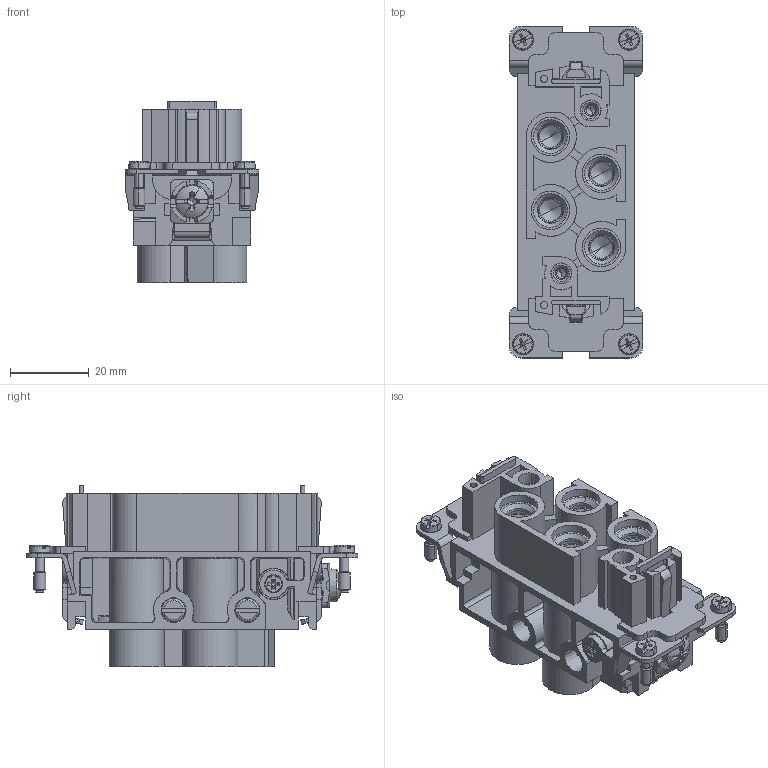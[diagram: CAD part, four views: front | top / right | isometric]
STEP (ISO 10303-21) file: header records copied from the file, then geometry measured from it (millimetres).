
FILE_DESCRIPTION(('CATIA V5 STEP','CAx-IF Rec.Pracs.--- Model Styling and Organization---1.2---2011-12-15'),'2;1');
FILE_NAME ('13473291_2', '2018-08-23T10:38:20+00:00', ('none'), ('Weidmueller'), 'CATIA Version 5-6 Release 2014 SP4 HF52', 'CATIA V5 STEP AP214', 'none');
FILE_SCHEMA(('AUTOMOTIVE_DESIGN { 1 0 10303 214 1 1 1 1 }'));
Products named in the file (1): 1023230000
Bounding box: 34 x 84.5 x 46.2 mm (x, y, z)
Volume: 36477.2 mm3; surface area: 42674.2 mm2
Topology: 6 solids, 6 shells, 1904 faces, 5820 edges, 3760 vertices
Faces by surface type: plane 1053, cylinder 364, cone 333, torus 108, bspline 44, revolution 2
Entity records: 66871 total; most frequent: CARTESIAN_POINT 20311, ORIENTED_EDGE 11564, DIRECTION 6756, EDGE_CURVE 5782, VERTEX_POINT 3760, VECTOR 2938, LINE 2938, AXIS2_PLACEMENT_3D 2587
